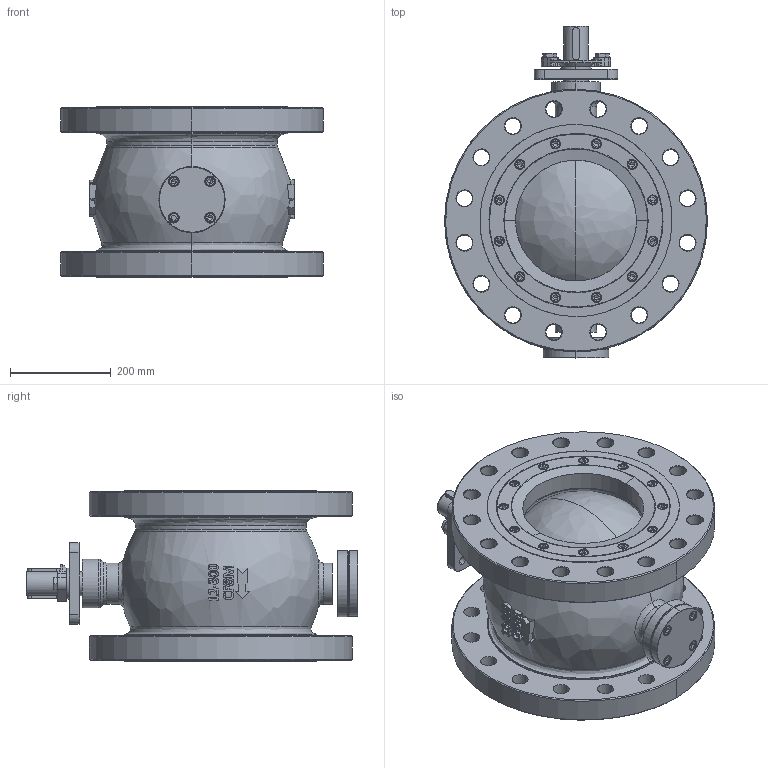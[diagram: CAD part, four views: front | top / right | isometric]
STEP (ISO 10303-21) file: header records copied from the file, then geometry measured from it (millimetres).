
FILE_DESCRIPTION (( 'STEP AP214' ), '1' );
FILE_NAME ('VX-F3-1200-XXX.step', '2019-10-18T12:35:28', ( '' ), ( '' ), 'SwSTEP 2.0', 'SolidWorks 2019', '' );
FILE_SCHEMA (( 'AUTOMOTIVE_DESIGN' ));
Length unit declared in the file: inch
Products named in the file (2): VX-F3-1200-XXX
Bounding box: 520.53 x 658 x 338 mm (x, y, z)
Surface area: 1869784.9 mm2 (no closed solid volume)
Topology: 0 solids, 75 shells, 853 faces, 2899 edges, 2078 vertices
Faces by surface type: plane 302, bspline 208, cylinder 191, cone 152
Entity records: 82023 total; most frequent: CARTESIAN_POINT 53092, ORIENTED_EDGE 4473, EDGE_CURVE 2871, B_SPLINE_CURVE_WITH_KNOTS 2601, VERTEX_POINT 2078, DIRECTION 1342, EDGE_LOOP 1009, LENGTH_MEASURE_WITH_UNIT 855
